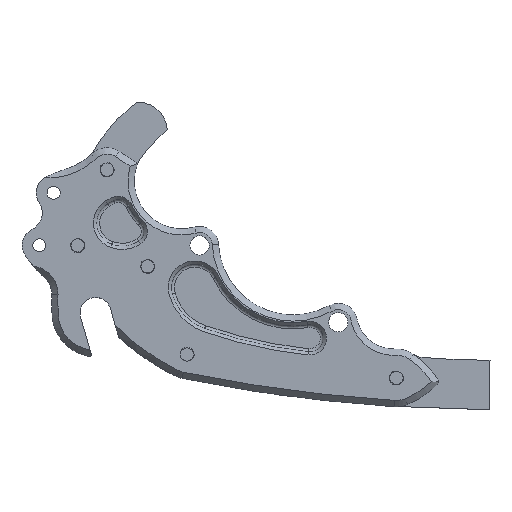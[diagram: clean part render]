
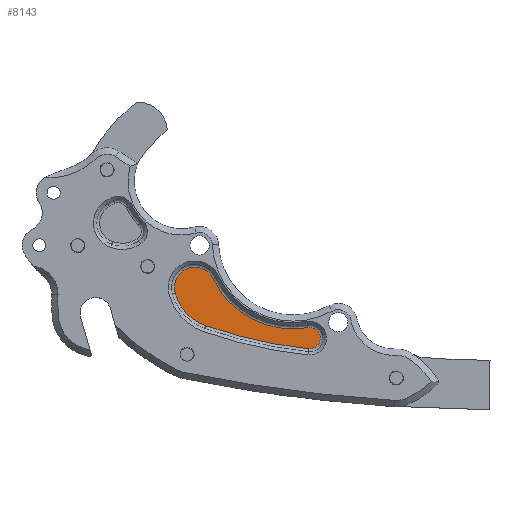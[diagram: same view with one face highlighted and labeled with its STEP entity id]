
A CAD part, top view. The second image highlights one B-rep face of the part: STEP entity #8143.
In plain terms, the highlighted planar face has unit normal (0, 0, 1).
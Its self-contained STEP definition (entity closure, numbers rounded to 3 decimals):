
#101 = VERTEX_POINT ( 'NONE', #2796 ) ;
#102 = VERTEX_POINT ( 'NONE', #2797 ) ;
#108 = VERTEX_POINT ( 'NONE', #2803 ) ;
#114 = VERTEX_POINT ( 'NONE', #2809 ) ;
#118 = VERTEX_POINT ( 'NONE', #2813 ) ;
#1149 = CARTESIAN_POINT ( 'NONE',  ( 62.201, 72.404, -6. ) ) ;
#1151 = PLANE ( 'NONE',  #3581 ) ;
#1153 = DIRECTION ( 'NONE',  ( 0., 0., 1. ) ) ;
#1154 = DIRECTION ( 'NONE',  ( 1., 0., 0. ) ) ;
#1306 = FACE_OUTER_BOUND ( 'NONE', #4667, .T. ) ;
#2796 = CARTESIAN_POINT ( 'NONE',  ( 68.498, -11.476, -6. ) ) ;
#2797 = CARTESIAN_POINT ( 'NONE',  ( 68.283, -4.7, -6. ) ) ;
#2803 = CARTESIAN_POINT ( 'NONE',  ( 35.447, -4.061, -6. ) ) ;
#2809 = CARTESIAN_POINT ( 'NONE',  ( 25.603, 6.49, -6. ) ) ;
#2813 = CARTESIAN_POINT ( 'NONE',  ( 37.807, 11.054, -6. ) ) ;
#3027 = ORIENTED_EDGE ( 'NONE', *, *, #6054, .T. ) ;
#3042 = ORIENTED_EDGE ( 'NONE', *, *, #6057, .T. ) ;
#3048 = ORIENTED_EDGE ( 'NONE', *, *, #6058, .T. ) ;
#3049 = ORIENTED_EDGE ( 'NONE', *, *, #6055, .T. ) ;
#3054 = ORIENTED_EDGE ( 'NONE', *, *, #6056, .T. ) ;
#3581 = AXIS2_PLACEMENT_3D ( 'NONE', #1149, #1153, #1154 ) ;
#4667 = EDGE_LOOP ( 'NONE', ( #3027, #3049, #3054, #3042, #3048 ) ) ;
#5700 = CIRCLE ( 'NONE', #5877, 3.422 ) ;
#5705 = CIRCLE ( 'NONE', #5876, 146.5 ) ;
#5707 = CIRCLE ( 'NONE', #5878, 28.519 ) ;
#5708 = CIRCLE ( 'NONE', #5879, 6.542 ) ;
#5709 = CIRCLE ( 'NONE', #5880, 15.521 ) ;
#5876 = AXIS2_PLACEMENT_3D ( 'NONE', #6989, #6990, #6991 ) ;
#5877 = AXIS2_PLACEMENT_3D ( 'NONE', #6992, #6993, #6994 ) ;
#5878 = AXIS2_PLACEMENT_3D ( 'NONE', #6995, #6996, #6997 ) ;
#5879 = AXIS2_PLACEMENT_3D ( 'NONE', #7000, #7001, #7002 ) ;
#5880 = AXIS2_PLACEMENT_3D ( 'NONE', #7004, #7005, #7006 ) ;
#6054 = EDGE_CURVE ( 'NONE', #108, #101, #5705, .T. ) ;
#6055 = EDGE_CURVE ( 'NONE', #101, #102, #5700, .T. ) ;
#6056 = EDGE_CURVE ( 'NONE', #102, #118, #5707, .T. ) ;
#6057 = EDGE_CURVE ( 'NONE', #118, #114, #5708, .T. ) ;
#6058 = EDGE_CURVE ( 'NONE', #114, #108, #5709, .T. ) ;
#6989 = CARTESIAN_POINT ( 'NONE',  ( 83.829, 134.219, -6. ) ) ;
#6990 = DIRECTION ( 'NONE',  ( 0., 0., 1. ) ) ;
#6991 = DIRECTION ( 'NONE',  ( 1., 0., 0. ) ) ;
#6992 = CARTESIAN_POINT ( 'NONE',  ( 68.856, -8.073, -6. ) ) ;
#6993 = DIRECTION ( 'NONE',  ( 0., 0., 1. ) ) ;
#6994 = DIRECTION ( 'NONE',  ( 1., 0., 0. ) ) ;
#6995 = CARTESIAN_POINT ( 'NONE',  ( 63.507, 23.417, -6. ) ) ;
#6996 = DIRECTION ( 'NONE',  ( 0., 0., -1. ) ) ;
#6997 = DIRECTION ( 'NONE',  ( 1., 0., 0. ) ) ;
#7000 = CARTESIAN_POINT ( 'NONE',  ( 31.912, 8.218, -6. ) ) ;
#7001 = DIRECTION ( 'NONE',  ( 0., 0., 1. ) ) ;
#7002 = DIRECTION ( 'NONE',  ( 1., 0., 0. ) ) ;
#7004 = CARTESIAN_POINT ( 'NONE',  ( 40.573, 10.589, -6. ) ) ;
#7005 = DIRECTION ( 'NONE',  ( 0., 0., 1. ) ) ;
#7006 = DIRECTION ( 'NONE',  ( 1., 0., 0. ) ) ;
#8143 = ADVANCED_FACE ( 'NONE', ( #1306 ), #1151, .T. ) ;
